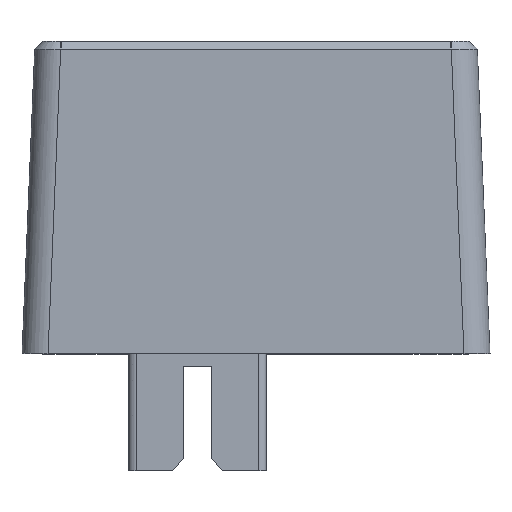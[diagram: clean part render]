
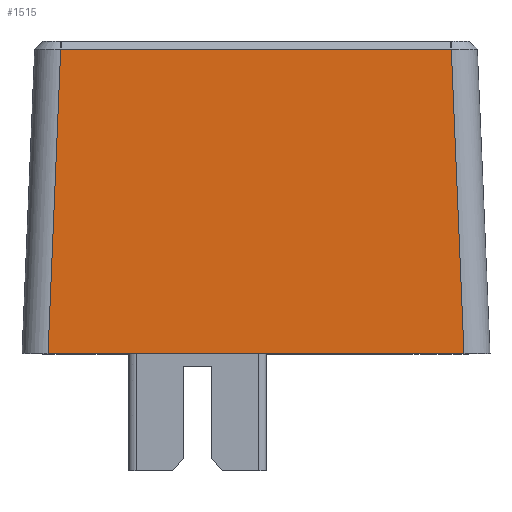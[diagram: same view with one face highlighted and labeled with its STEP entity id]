
A CAD part, top view. The second image highlights one B-rep face of the part: STEP entity #1515.
In plain terms, the highlighted planar face has unit normal (0, 0, 1).
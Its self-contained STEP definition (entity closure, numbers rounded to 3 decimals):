
#109=PLANE('',#1625);
#183=FACE_OUTER_BOUND('',#264,.T.);
#264=EDGE_LOOP('',(#1316,#1317,#1318,#1319,#1320,#1321));
#345=LINE('',#2168,#517);
#348=LINE('',#2188,#520);
#354=LINE('',#2244,#526);
#437=LINE('',#2744,#609);
#438=LINE('',#2746,#610);
#439=LINE('',#2747,#611);
#517=VECTOR('',#1751,10.);
#520=VECTOR('',#1754,10.);
#526=VECTOR('',#1766,10.);
#609=VECTOR('',#1941,10.);
#610=VECTOR('',#1942,10.);
#611=VECTOR('',#1943,10.);
#703=VERTEX_POINT('',#2155);
#705=VERTEX_POINT('',#2165);
#706=VERTEX_POINT('',#2167);
#708=VERTEX_POINT('',#2210);
#774=VERTEX_POINT('',#2743);
#775=VERTEX_POINT('',#2745);
#858=EDGE_CURVE('',#705,#706,#345,.T.);
#861=EDGE_CURVE('',#706,#703,#348,.T.);
#870=EDGE_CURVE('',#708,#705,#354,.T.);
#976=EDGE_CURVE('',#774,#708,#437,.T.);
#977=EDGE_CURVE('',#775,#774,#438,.T.);
#978=EDGE_CURVE('',#703,#775,#439,.T.);
#1316=ORIENTED_EDGE('',*,*,#870,.F.);
#1317=ORIENTED_EDGE('',*,*,#976,.F.);
#1318=ORIENTED_EDGE('',*,*,#977,.F.);
#1319=ORIENTED_EDGE('',*,*,#978,.F.);
#1320=ORIENTED_EDGE('',*,*,#861,.F.);
#1321=ORIENTED_EDGE('',*,*,#858,.F.);
#1515=ADVANCED_FACE('',(#183),#109,.F.);
#1625=AXIS2_PLACEMENT_3D('',#2742,#1939,#1940);
#1751=DIRECTION('',(1.,0.,0.));
#1754=DIRECTION('',(1.,0.,0.));
#1766=DIRECTION('',(1.,0.,0.));
#1939=DIRECTION('center_axis',(0.,0.,-1.));
#1940=DIRECTION('ref_axis',(-1.,0.,0.));
#1941=DIRECTION('',(0.042,0.999,0.));
#1942=DIRECTION('',(-1.,0.,0.));
#1943=DIRECTION('',(0.042,-0.999,0.));
#2155=CARTESIAN_POINT('',(7.512,11.7,9.));
#2165=CARTESIAN_POINT('',(-7.499,11.7,9.));
#2167=CARTESIAN_POINT('',(7.499,11.7,9.));
#2168=CARTESIAN_POINT('',(4.5,11.7,9.));
#2188=CARTESIAN_POINT('',(7.499,11.7,9.));
#2210=CARTESIAN_POINT('',(-7.512,11.7,9.));
#2244=CARTESIAN_POINT('',(-7.512,11.7,9.));
#2742=CARTESIAN_POINT('Origin',(9.,0.,9.));
#2743=CARTESIAN_POINT('',(-7.999,0.,9.));
#2744=CARTESIAN_POINT('',(-7.985,0.333,9.));
#2745=CARTESIAN_POINT('',(7.999,0.,9.));
#2746=CARTESIAN_POINT('',(9.,0.,9.));
#2747=CARTESIAN_POINT('',(8.001,-0.042,9.));
